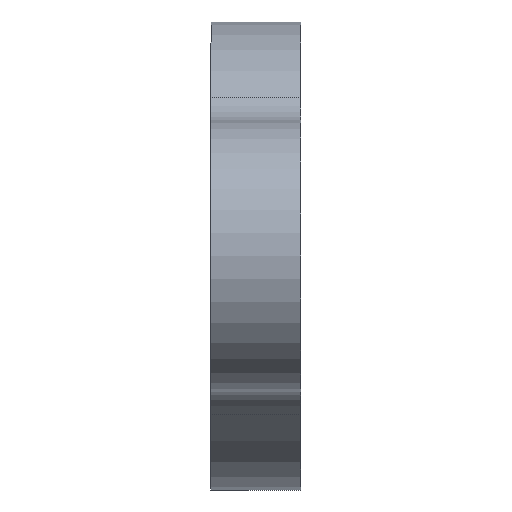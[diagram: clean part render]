
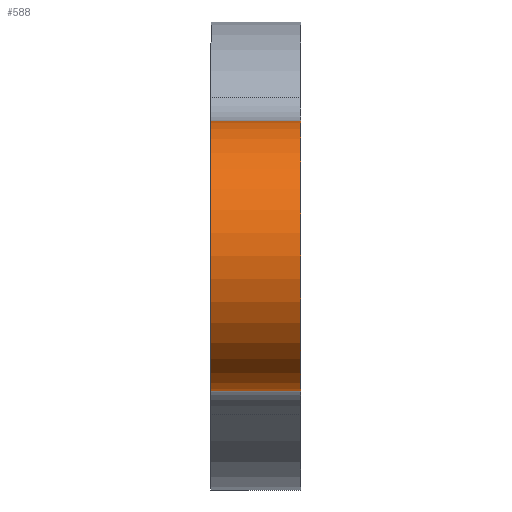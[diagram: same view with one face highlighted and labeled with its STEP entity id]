
A CAD part, front view. The second image highlights one B-rep face of the part: STEP entity #588.
In plain terms, the highlighted cylindrical face has radius 15 mm (diameter 30 mm), a partial arc.
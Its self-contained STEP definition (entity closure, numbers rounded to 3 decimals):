
#55 = CYLINDRICAL_SURFACE('',#56,8.);
#56 = AXIS2_PLACEMENT_3D('',#57,#58,#59);
#57 = CARTESIAN_POINT('',(25.04,23.,0.));
#58 = DIRECTION('',(0.,0.,-1.));
#59 = DIRECTION('',(1.,0.,0.));
#84 = PLANE('',#85);
#85 = AXIS2_PLACEMENT_3D('',#86,#87,#88);
#86 = CARTESIAN_POINT('',(19.148,17.588,10.));
#87 = DIRECTION('',(0.,0.,-1.));
#88 = DIRECTION('',(0.,1.,0.));
#143 = PLANE('',#144);
#144 = AXIS2_PLACEMENT_3D('',#145,#146,#147);
#145 = CARTESIAN_POINT('',(19.148,17.588,
    0.));
#146 = DIRECTION('',(0.,0.,-1.));
#147 = DIRECTION('',(0.,1.,0.));
#465 = CYLINDRICAL_SURFACE('',#466,8.);
#466 = AXIS2_PLACEMENT_3D('',#467,#468,#469);
#467 = CARTESIAN_POINT('',(25.04,-23.,0.));
#468 = DIRECTION('',(0.,0.,-1.));
#469 = DIRECTION('',(1.,0.,0.));
#506 = EDGE_CURVE('',#507,#509,#511,.T.);
#507 = VERTEX_POINT('',#508);
#508 = CARTESIAN_POINT('',(25.026,-15.,
    0.));
#509 = VERTEX_POINT('',#510);
#510 = CARTESIAN_POINT('',(25.026,-15.,10.));
#511 = SURFACE_CURVE('',#512,(#516,#523),.PCURVE_S1.);
#512 = LINE('',#513,#514);
#513 = CARTESIAN_POINT('',(25.026,-15.,
    0.));
#514 = VECTOR('',#515,1.);
#515 = DIRECTION('',(-0.,0.,1.));
#516 = PCURVE('',#465,#517);
#517 = DEFINITIONAL_REPRESENTATION('',(#518),#522);
#518 = LINE('',#519,#520);
#519 = CARTESIAN_POINT('',(-1.573,0.));
#520 = VECTOR('',#521,1.);
#521 = DIRECTION('',(-0.,-1.));
#522 = ( GEOMETRIC_REPRESENTATION_CONTEXT(2) 
PARAMETRIC_REPRESENTATION_CONTEXT() REPRESENTATION_CONTEXT('2D SPACE',''
  ) );
#523 = PCURVE('',#524,#529);
#524 = CYLINDRICAL_SURFACE('',#525,15.);
#525 = AXIS2_PLACEMENT_3D('',#526,#527,#528);
#526 = CARTESIAN_POINT('',(25.,0.,0.)
  );
#527 = DIRECTION('',(0.,0.,-1.));
#528 = DIRECTION('',(1.,0.,0.));
#529 = DEFINITIONAL_REPRESENTATION('',(#530),#534);
#530 = LINE('',#531,#532);
#531 = CARTESIAN_POINT('',(-4.714,0.));
#532 = VECTOR('',#533,1.);
#533 = DIRECTION('',(-0.,-1.));
#534 = ( GEOMETRIC_REPRESENTATION_CONTEXT(2) 
PARAMETRIC_REPRESENTATION_CONTEXT() REPRESENTATION_CONTEXT('2D SPACE',''
  ) );
#588 = ADVANCED_FACE('',(#589),#524,.T.);
#589 = FACE_BOUND('',#590,.F.);
#590 = EDGE_LOOP('',(#591,#592,#620,#643));
#591 = ORIENTED_EDGE('',*,*,#506,.T.);
#592 = ORIENTED_EDGE('',*,*,#593,.T.);
#593 = EDGE_CURVE('',#509,#594,#596,.T.);
#594 = VERTEX_POINT('',#595);
#595 = CARTESIAN_POINT('',(25.026,15.,10.));
#596 = SURFACE_CURVE('',#597,(#602,#609),.PCURVE_S1.);
#597 = CIRCLE('',#598,15.);
#598 = AXIS2_PLACEMENT_3D('',#599,#600,#601);
#599 = CARTESIAN_POINT('',(25.,0.,10.));
#600 = DIRECTION('',(0.,0.,1.));
#601 = DIRECTION('',(1.,0.,0.));
#602 = PCURVE('',#524,#603);
#603 = DEFINITIONAL_REPRESENTATION('',(#604),#608);
#604 = LINE('',#605,#606);
#605 = CARTESIAN_POINT('',(-0.,-10.));
#606 = VECTOR('',#607,1.);
#607 = DIRECTION('',(-1.,0.));
#608 = ( GEOMETRIC_REPRESENTATION_CONTEXT(2) 
PARAMETRIC_REPRESENTATION_CONTEXT() REPRESENTATION_CONTEXT('2D SPACE',''
  ) );
#609 = PCURVE('',#84,#610);
#610 = DEFINITIONAL_REPRESENTATION('',(#611),#619);
#611 = ( BOUNDED_CURVE() B_SPLINE_CURVE(2,(#612,#613,#614,#615,#616,#617
,#618),.UNSPECIFIED.,.T.,.F.) B_SPLINE_CURVE_WITH_KNOTS((1,2,2,2,2,1),(
    -2.094,0.,2.094,4.189,6.283,
8.378),.UNSPECIFIED.) CURVE() GEOMETRIC_REPRESENTATION_ITEM() 
RATIONAL_B_SPLINE_CURVE((1.,0.5,1.,0.5,1.,0.5,1.)) REPRESENTATION_ITEM(
  '') );
#612 = CARTESIAN_POINT('',(-17.588,20.852));
#613 = CARTESIAN_POINT('',(8.393,20.852));
#614 = CARTESIAN_POINT('',(-4.598,-1.648));
#615 = CARTESIAN_POINT('',(-17.588,-24.148));
#616 = CARTESIAN_POINT('',(-30.579,-1.648));
#617 = CARTESIAN_POINT('',(-43.569,20.852));
#618 = CARTESIAN_POINT('',(-17.588,20.852));
#619 = ( GEOMETRIC_REPRESENTATION_CONTEXT(2) 
PARAMETRIC_REPRESENTATION_CONTEXT() REPRESENTATION_CONTEXT('2D SPACE',''
  ) );
#620 = ORIENTED_EDGE('',*,*,#621,.F.);
#621 = EDGE_CURVE('',#622,#594,#624,.T.);
#622 = VERTEX_POINT('',#623);
#623 = CARTESIAN_POINT('',(25.026,15.,
    0.));
#624 = SURFACE_CURVE('',#625,(#629,#636),.PCURVE_S1.);
#625 = LINE('',#626,#627);
#626 = CARTESIAN_POINT('',(25.026,15.,
    0.));
#627 = VECTOR('',#628,1.);
#628 = DIRECTION('',(-0.,0.,1.));
#629 = PCURVE('',#524,#630);
#630 = DEFINITIONAL_REPRESENTATION('',(#631),#635);
#631 = LINE('',#632,#633);
#632 = CARTESIAN_POINT('',(-7.852,0.));
#633 = VECTOR('',#634,1.);
#634 = DIRECTION('',(-0.,-1.));
#635 = ( GEOMETRIC_REPRESENTATION_CONTEXT(2) 
PARAMETRIC_REPRESENTATION_CONTEXT() REPRESENTATION_CONTEXT('2D SPACE',''
  ) );
#636 = PCURVE('',#55,#637);
#637 = DEFINITIONAL_REPRESENTATION('',(#638),#642);
#638 = LINE('',#639,#640);
#639 = CARTESIAN_POINT('',(-4.711,0.));
#640 = VECTOR('',#641,1.);
#641 = DIRECTION('',(-0.,-1.));
#642 = ( GEOMETRIC_REPRESENTATION_CONTEXT(2) 
PARAMETRIC_REPRESENTATION_CONTEXT() REPRESENTATION_CONTEXT('2D SPACE',''
  ) );
#643 = ORIENTED_EDGE('',*,*,#644,.F.);
#644 = EDGE_CURVE('',#507,#622,#645,.T.);
#645 = SURFACE_CURVE('',#646,(#651,#658),.PCURVE_S1.);
#646 = CIRCLE('',#647,15.);
#647 = AXIS2_PLACEMENT_3D('',#648,#649,#650);
#648 = CARTESIAN_POINT('',(25.,0.,0.));
#649 = DIRECTION('',(0.,0.,1.));
#650 = DIRECTION('',(1.,0.,0.));
#651 = PCURVE('',#524,#652);
#652 = DEFINITIONAL_REPRESENTATION('',(#653),#657);
#653 = LINE('',#654,#655);
#654 = CARTESIAN_POINT('',(-0.,0.));
#655 = VECTOR('',#656,1.);
#656 = DIRECTION('',(-1.,0.));
#657 = ( GEOMETRIC_REPRESENTATION_CONTEXT(2) 
PARAMETRIC_REPRESENTATION_CONTEXT() REPRESENTATION_CONTEXT('2D SPACE',''
  ) );
#658 = PCURVE('',#143,#659);
#659 = DEFINITIONAL_REPRESENTATION('',(#660),#668);
#660 = ( BOUNDED_CURVE() B_SPLINE_CURVE(2,(#661,#662,#663,#664,#665,#666
,#667),.UNSPECIFIED.,.T.,.F.) B_SPLINE_CURVE_WITH_KNOTS((1,2,2,2,2,1),(
    -2.094,0.,2.094,4.189,6.283,
8.378),.UNSPECIFIED.) CURVE() GEOMETRIC_REPRESENTATION_ITEM() 
RATIONAL_B_SPLINE_CURVE((1.,0.5,1.,0.5,1.,0.5,1.)) REPRESENTATION_ITEM(
  '') );
#661 = CARTESIAN_POINT('',(-17.588,20.852));
#662 = CARTESIAN_POINT('',(8.393,20.852));
#663 = CARTESIAN_POINT('',(-4.598,-1.648));
#664 = CARTESIAN_POINT('',(-17.588,-24.148));
#665 = CARTESIAN_POINT('',(-30.579,-1.648));
#666 = CARTESIAN_POINT('',(-43.569,20.852));
#667 = CARTESIAN_POINT('',(-17.588,20.852));
#668 = ( GEOMETRIC_REPRESENTATION_CONTEXT(2) 
PARAMETRIC_REPRESENTATION_CONTEXT() REPRESENTATION_CONTEXT('2D SPACE',''
  ) );
